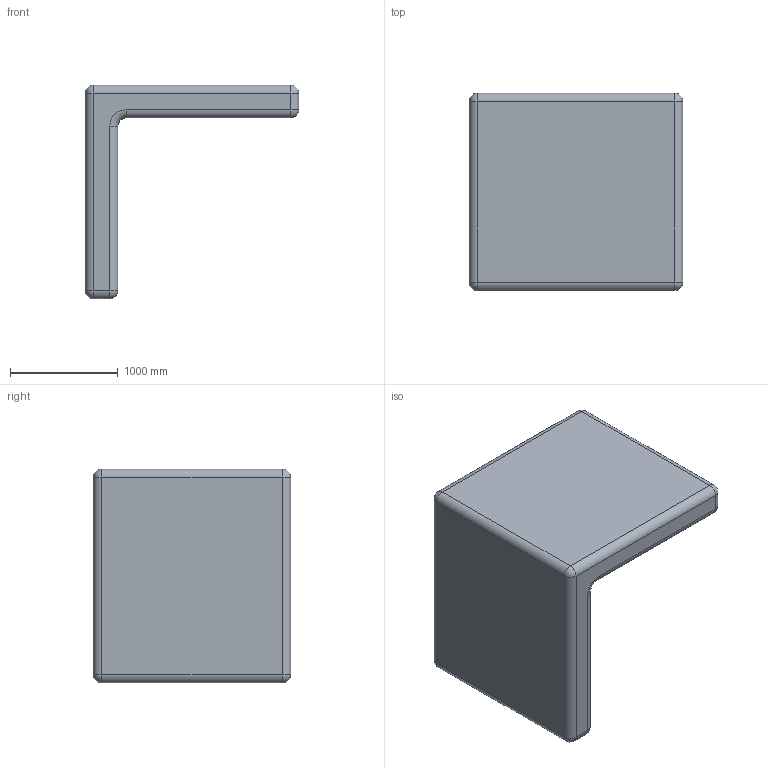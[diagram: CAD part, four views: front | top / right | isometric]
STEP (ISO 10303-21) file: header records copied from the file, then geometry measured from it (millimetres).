
FILE_DESCRIPTION (( 'STEP AP214' ), '1' );
FILE_NAME ('Wall.STEP', '2018-10-05T22:39:43', ( '' ), ( '' ), 'SwSTEP 2.0', 'SolidWorks 2018', '' );
FILE_SCHEMA (( 'AUTOMOTIVE_DESIGN' ));
Length unit declared in the file: millimetre
Products named in the file (1): Wall
Bounding box: 1981.2 x 1828.8 x 1981.2 mm (x, y, z)
Volume: 2010703488 mm3; surface area: 15843013.4 mm2
Topology: 1 solids, 1 shells, 38 faces, 84 edges, 38 vertices
Faces by surface type: cylinder 18, sphere 10, plane 8, torus 2
Entity records: 978 total; most frequent: DIRECTION 190, CARTESIAN_POINT 151, ORIENTED_EDGE 148, AXIS2_PLACEMENT_3D 77, EDGE_CURVE 74, EDGE_LOOP 38, VERTEX_POINT 38, FACE_OUTER_BOUND 38
